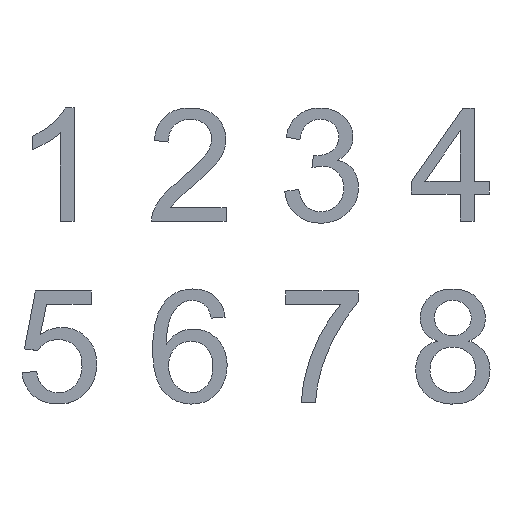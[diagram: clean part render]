
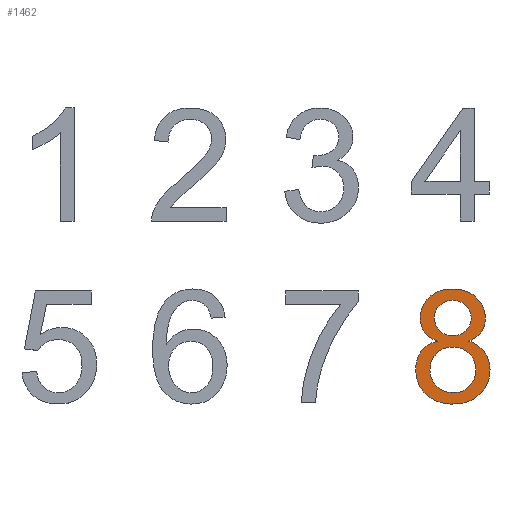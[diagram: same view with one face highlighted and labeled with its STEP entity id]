
A CAD part, top view. The second image highlights one B-rep face of the part: STEP entity #1462.
In plain terms, the highlighted planar face has unit normal (0, 0, 1).
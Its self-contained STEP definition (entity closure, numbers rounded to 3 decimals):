
#956=CARTESIAN_POINT('',(9.434,-3.77,0.2));
#957=VERTEX_POINT('',#956);
#964=CARTESIAN_POINT('',(8.033,-3.77,0.2));
#965=VERTEX_POINT('',#964);
#966=CARTESIAN_POINT('',(9.434,-3.77,0.2));
#967=CARTESIAN_POINT('',(9.741,-3.87,0.2));
#968=CARTESIAN_POINT('',(9.974,-4.031,0.2));
#969=CARTESIAN_POINT('',(10.135,-4.254,0.2));
#970=CARTESIAN_POINT('',(10.295,-4.476,0.2));
#971=CARTESIAN_POINT('',(10.375,-4.742,0.2));
#972=CARTESIAN_POINT('',(10.375,-5.051,0.2));
#973=CARTESIAN_POINT('',(10.375,-5.478,0.2));
#974=CARTESIAN_POINT('',(10.224,-5.837,0.2));
#975=CARTESIAN_POINT('',(9.922,-6.128,0.2));
#976=CARTESIAN_POINT('',(9.619,-6.419,0.2));
#977=CARTESIAN_POINT('',(9.222,-6.564,0.2));
#978=CARTESIAN_POINT('',(8.729,-6.564,0.2));
#979=CARTESIAN_POINT('',(8.236,-6.564,0.2));
#980=CARTESIAN_POINT('',(7.838,-6.418,0.2));
#981=CARTESIAN_POINT('',(7.536,-6.126,0.2));
#982=CARTESIAN_POINT('',(7.234,-5.834,0.2));
#983=CARTESIAN_POINT('',(7.082,-5.47,0.2));
#984=CARTESIAN_POINT('',(7.082,-5.034,0.2));
#985=CARTESIAN_POINT('',(7.082,-4.709,0.2));
#986=CARTESIAN_POINT('',(7.165,-4.437,0.2));
#987=CARTESIAN_POINT('',(7.33,-4.218,0.2));
#988=CARTESIAN_POINT('',(7.494,-3.999,0.2));
#989=CARTESIAN_POINT('',(7.729,-3.849,0.2));
#990=CARTESIAN_POINT('',(8.033,-3.77,0.2));
#991=B_SPLINE_CURVE_WITH_KNOTS('',3,(#966,#967,#968,#969,#970,#971,#972,#973,#974,#975,#976,#977,#978,#979,#980,#981,#982,#983,#984,#985,#986,#987,#988,#989,#990),.UNSPECIFIED.,.F.,.F.,(4,3,3,3,3,3,3,3,4),(0.421,0.476,0.532,0.608,0.684,0.761,0.837,0.894,0.951),.UNSPECIFIED.);
#992=EDGE_CURVE('',#957,#965,#991,.T.);
#1075=CARTESIAN_POINT('',(7.468,-3.371,0.2));
#1076=VERTEX_POINT('',#1075);
#1083=CARTESIAN_POINT('',(7.468,-3.371,0.2));
#1084=CARTESIAN_POINT('',(7.345,-3.198,0.2));
#1085=CARTESIAN_POINT('',(7.284,-2.991,0.2));
#1086=CARTESIAN_POINT('',(7.284,-2.751,0.2));
#1087=CARTESIAN_POINT('',(7.284,-2.387,0.2));
#1088=CARTESIAN_POINT('',(7.414,-2.081,0.2));
#1089=CARTESIAN_POINT('',(7.676,-1.834,0.2));
#1090=CARTESIAN_POINT('',(7.937,-1.586,0.2));
#1091=CARTESIAN_POINT('',(8.284,-1.462,0.2));
#1092=CARTESIAN_POINT('',(8.718,-1.462,0.2));
#1093=CARTESIAN_POINT('',(9.155,-1.462,0.2));
#1094=CARTESIAN_POINT('',(9.506,-1.589,0.2));
#1095=CARTESIAN_POINT('',(9.772,-1.842,0.2));
#1096=CARTESIAN_POINT('',(10.037,-2.096,0.2));
#1097=CARTESIAN_POINT('',(10.17,-2.404,0.2));
#1098=CARTESIAN_POINT('',(10.17,-2.768,0.2));
#1099=CARTESIAN_POINT('',(10.17,-2.999,0.2));
#1100=CARTESIAN_POINT('',(10.11,-3.201,0.2));
#1101=CARTESIAN_POINT('',(9.988,-3.373,0.2));
#1102=CARTESIAN_POINT('',(9.867,-3.544,0.2));
#1103=CARTESIAN_POINT('',(9.682,-3.676,0.2));
#1104=CARTESIAN_POINT('',(9.434,-3.77,0.2));
#1105=B_SPLINE_CURVE_WITH_KNOTS('',3,(#1083,#1084,#1085,#1086,#1087,#1088,#1089,#1090,#1091,#1092,#1093,#1094,#1095,#1096,#1097,#1098,#1099,#1100,#1101,#1102,#1103,#1104),.UNSPECIFIED.,.F.,.F.,(4,3,3,3,3,3,3,4),(0.,0.047,0.118,0.188,0.259,0.33,0.376,0.421),.UNSPECIFIED.);
#1106=EDGE_CURVE('',#1076,#957,#1105,.T.);
#1159=CARTESIAN_POINT('',(9.306,-2.197,0.2));
#1160=VERTEX_POINT('',#1159);
#1167=CARTESIAN_POINT('',(8.139,-3.309,0.2));
#1168=VERTEX_POINT('',#1167);
#1169=CARTESIAN_POINT('',(9.306,-2.197,0.2));
#1170=CARTESIAN_POINT('',(9.151,-2.043,0.2));
#1171=CARTESIAN_POINT('',(8.957,-1.967,0.2));
#1172=CARTESIAN_POINT('',(8.725,-1.967,0.2));
#1173=CARTESIAN_POINT('',(8.491,-1.967,0.2));
#1174=CARTESIAN_POINT('',(8.297,-2.042,0.2));
#1175=CARTESIAN_POINT('',(8.142,-2.192,0.2));
#1176=CARTESIAN_POINT('',(7.988,-2.342,0.2));
#1177=CARTESIAN_POINT('',(7.911,-2.521,0.2));
#1178=CARTESIAN_POINT('',(7.911,-2.73,0.2));
#1179=CARTESIAN_POINT('',(7.911,-2.966,0.2));
#1180=CARTESIAN_POINT('',(7.987,-3.16,0.2));
#1181=CARTESIAN_POINT('',(8.139,-3.309,0.2));
#1182=B_SPLINE_CURVE_WITH_KNOTS('',3,(#1169,#1170,#1171,#1172,#1173,#1174,#1175,#1176,#1177,#1178,#1179,#1180,#1181),.UNSPECIFIED.,.F.,.F.,(4,3,3,3,4),(0.484,0.608,0.733,0.859,1.),.UNSPECIFIED.);
#1183=EDGE_CURVE('',#1160,#1168,#1182,.T.);
#1250=CARTESIAN_POINT('',(7.837,-5.545,0.2));
#1251=VERTEX_POINT('',#1250);
#1258=CARTESIAN_POINT('',(9.453,-4.325,0.2));
#1259=VERTEX_POINT('',#1258);
#1260=CARTESIAN_POINT('',(7.837,-5.545,0.2));
#1261=CARTESIAN_POINT('',(7.92,-5.709,0.2));
#1262=CARTESIAN_POINT('',(8.044,-5.836,0.2));
#1263=CARTESIAN_POINT('',(8.207,-5.925,0.2));
#1264=CARTESIAN_POINT('',(8.371,-6.015,0.2));
#1265=CARTESIAN_POINT('',(8.547,-6.06,0.2));
#1266=CARTESIAN_POINT('',(8.736,-6.06,0.2));
#1267=CARTESIAN_POINT('',(9.029,-6.06,0.2));
#1268=CARTESIAN_POINT('',(9.271,-5.966,0.2));
#1269=CARTESIAN_POINT('',(9.461,-5.777,0.2));
#1270=CARTESIAN_POINT('',(9.652,-5.589,0.2));
#1271=CARTESIAN_POINT('',(9.748,-5.349,0.2));
#1272=CARTESIAN_POINT('',(9.748,-5.058,0.2));
#1273=CARTESIAN_POINT('',(9.748,-4.763,0.2));
#1274=CARTESIAN_POINT('',(9.65,-4.518,0.2));
#1275=CARTESIAN_POINT('',(9.453,-4.325,0.2));
#1276=B_SPLINE_CURVE_WITH_KNOTS('',3,(#1260,#1261,#1262,#1263,#1264,#1265,#1266,#1267,#1268,#1269,#1270,#1271,#1272,#1273,#1274,#1275),.UNSPECIFIED.,.F.,.F.,(4,3,3,3,3,4),(0.,0.081,0.163,0.289,0.416,0.544),.UNSPECIFIED.);
#1277=EDGE_CURVE('',#1251,#1259,#1276,.T.);
#1332=CARTESIAN_POINT('',(8.139,-3.309,0.2));
#1333=CARTESIAN_POINT('',(8.291,-3.459,0.2));
#1334=CARTESIAN_POINT('',(8.489,-3.534,0.2));
#1335=CARTESIAN_POINT('',(8.732,-3.534,0.2));
#1336=CARTESIAN_POINT('',(8.968,-3.534,0.2));
#1337=CARTESIAN_POINT('',(9.162,-3.46,0.2));
#1338=CARTESIAN_POINT('',(9.313,-3.311,0.2));
#1339=CARTESIAN_POINT('',(9.464,-3.162,0.2));
#1340=CARTESIAN_POINT('',(9.54,-2.98,0.2));
#1341=CARTESIAN_POINT('',(9.54,-2.764,0.2));
#1342=CARTESIAN_POINT('',(9.54,-2.539,0.2));
#1343=CARTESIAN_POINT('',(9.462,-2.35,0.2));
#1344=CARTESIAN_POINT('',(9.306,-2.197,0.2));
#1345=B_SPLINE_CURVE_WITH_KNOTS('',3,(#1332,#1333,#1334,#1335,#1336,#1337,#1338,#1339,#1340,#1341,#1342,#1343,#1344),.UNSPECIFIED.,.F.,.F.,(4,3,3,3,4),(0.,0.122,0.241,0.36,0.484),.UNSPECIFIED.);
#1346=EDGE_CURVE('',#1168,#1160,#1345,.T.);
#1396=CARTESIAN_POINT('',(9.453,-4.325,0.2));
#1397=CARTESIAN_POINT('',(9.256,-4.132,0.2));
#1398=CARTESIAN_POINT('',(9.01,-4.035,0.2));
#1399=CARTESIAN_POINT('',(8.715,-4.035,0.2));
#1400=CARTESIAN_POINT('',(8.426,-4.035,0.2));
#1401=CARTESIAN_POINT('',(8.187,-4.131,0.2));
#1402=CARTESIAN_POINT('',(7.998,-4.322,0.2));
#1403=CARTESIAN_POINT('',(7.808,-4.513,0.2));
#1404=CARTESIAN_POINT('',(7.713,-4.751,0.2));
#1405=CARTESIAN_POINT('',(7.713,-5.037,0.2));
#1406=CARTESIAN_POINT('',(7.713,-5.212,0.2));
#1407=CARTESIAN_POINT('',(7.754,-5.382,0.2));
#1408=CARTESIAN_POINT('',(7.837,-5.545,0.2));
#1409=B_SPLINE_CURVE_WITH_KNOTS('',3,(#1396,#1397,#1398,#1399,#1400,#1401,#1402,#1403,#1404,#1405,#1406,#1407,#1408),.UNSPECIFIED.,.F.,.F.,(4,3,3,3,4),(0.544,0.672,0.798,0.923,1.),.UNSPECIFIED.);
#1410=EDGE_CURVE('',#1259,#1251,#1409,.T.);
#1433=CARTESIAN_POINT('',(8.033,-3.77,0.2));
#1434=CARTESIAN_POINT('',(7.779,-3.676,0.2));
#1435=CARTESIAN_POINT('',(7.59,-3.544,0.2));
#1436=CARTESIAN_POINT('',(7.468,-3.371,0.2));
#1437=B_SPLINE_CURVE_WITH_KNOTS('',3,(#1433,#1434,#1435,#1436),.UNSPECIFIED.,.F.,.F.,(4,4),(0.951,1.),.UNSPECIFIED.);
#1438=EDGE_CURVE('',#965,#1076,#1437,.T.);
#1444=CARTESIAN_POINT('',(0.,0.,0.2));
#1445=DIRECTION('',(0.,0.,1.));
#1446=DIRECTION('',(1.,0.,0.));
#1447=AXIS2_PLACEMENT_3D('',#1444,#1445,#1446);
#1448=PLANE('',#1447);
#1449=ORIENTED_EDGE('',*,*,#1277,.F.);
#1450=ORIENTED_EDGE('',*,*,#1410,.F.);
#1451=EDGE_LOOP('',(#1449,#1450));
#1452=FACE_BOUND('',#1451,.T.);
#1453=ORIENTED_EDGE('',*,*,#1183,.F.);
#1454=ORIENTED_EDGE('',*,*,#1346,.F.);
#1455=EDGE_LOOP('',(#1453,#1454));
#1456=FACE_BOUND('',#1455,.T.);
#1457=ORIENTED_EDGE('',*,*,#992,.F.);
#1458=ORIENTED_EDGE('',*,*,#1106,.F.);
#1459=ORIENTED_EDGE('',*,*,#1438,.F.);
#1460=EDGE_LOOP('',(#1457,#1458,#1459));
#1461=FACE_BOUND('',#1460,.T.);
#1462=ADVANCED_FACE('',(#1452,#1456,#1461),#1448,.T.);
